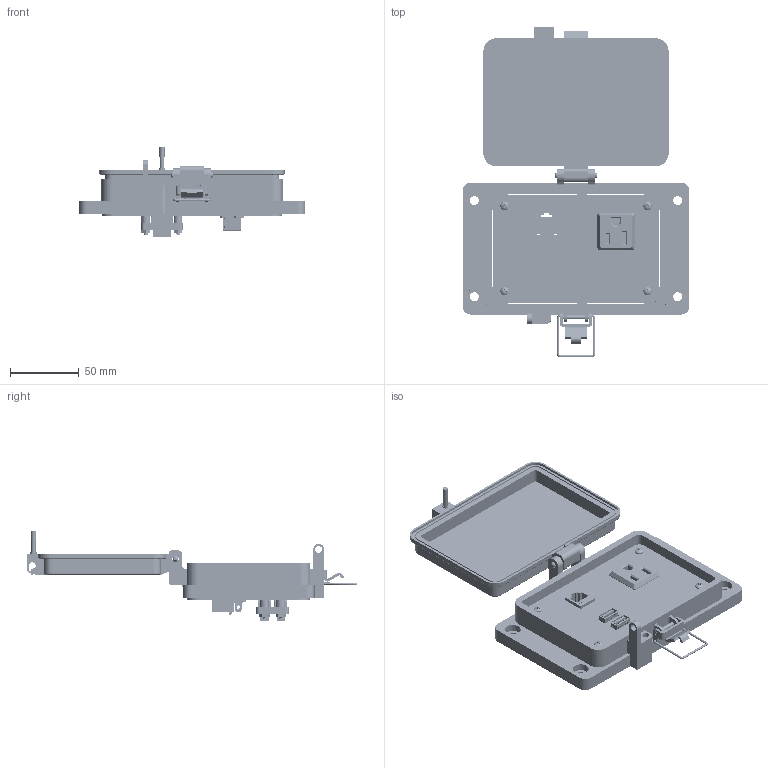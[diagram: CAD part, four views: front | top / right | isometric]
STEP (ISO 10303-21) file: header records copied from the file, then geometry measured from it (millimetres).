
FILE_DESCRIPTION (( 'STEP AP203' ), '1' );
FILE_NAME ('P-P22#2R2-M3R0_3D.STEP', '2021-05-19T21:33:18', ( '' ), ( '' ), 'SwSTEP 2.0', 'SolidWorks 2019', '' );
FILE_SCHEMA (( 'CONFIG_CONTROL_DESIGN' ));
Length unit declared in the file: millimetre
Products named in the file (19): P-P22#2R2-M3R0_FP060_1; P-P22#2R2-M3R0_TP180_3; -M3; Z-300-USB-A-FF; Z-H-M3_B; Z-000-4243316TFP; R2; Z-002-4401_4HN_90675A005; Z-200-OTLT-R0SQ; 92005A124_METRIC PAN HEAD PHILLIPS MACHINE SCREW_92005A124; P-P22#2R2-M3R0_BP180_1; P22; R; P-P22#2R2-M3R0_3D; Z-300-RJ45CAT5; P-P22#2R2-M3R0_TP060_1; Z-000-44011_4FH_90273A117; Z-001-SPR_3_4
Assembly tree (33 placements, depth 3):
  P-P22#2R2-M3R0_3D
    P-P22#2R2-M3R0_BP180_1
    P-P22#2R2-M3R0_TP060_1
    Z-000-4243316TFP  x3
    P22
      Z-300-USB-A-FF
    P22
      Z-300-USB-A-FF
    P-P22#2R2-M3R0_TP180_3
    Z-000-44011_4FH_90273A117  x4
    Z-001-SPR_3_4  x4
    Z-002-4401_4HN_90675A005  x4
    P-P22#2R2-M3R0_FP060_1
    R2
      Z-300-RJ45CAT5
    R
      Z-200-OTLT-R0SQ
    -M3
      Z-H-M3_B
    92005A124_METRIC PAN HEAD PHILLIPS MACHINE SCREW_92005A124  x4
Bounding box: 164.96 x 240.59 x 65.4 mm (x, y, z)
Volume: 245466.2 mm3; surface area: 155941.8 mm2
Topology: 37 solids, 37 shells, 4006 faces, 11318 edges, 7447 vertices
Faces by surface type: cylinder 1838, plane 1488, bspline 380, cone 236, sphere 40, torus 24
Entity records: 81079 total; most frequent: CARTESIAN_POINT 29665, ORIENTED_EDGE 11298, DIRECTION 8735, EDGE_CURVE 5649, VERTEX_POINT 3726, VECTOR 3429, LINE 3429, AXIS2_PLACEMENT_3D 2653
